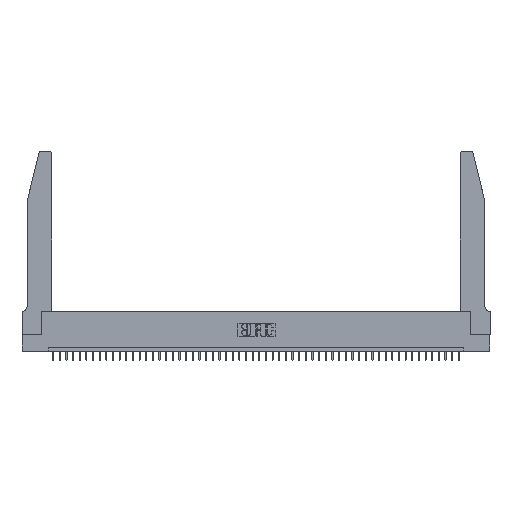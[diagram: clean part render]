
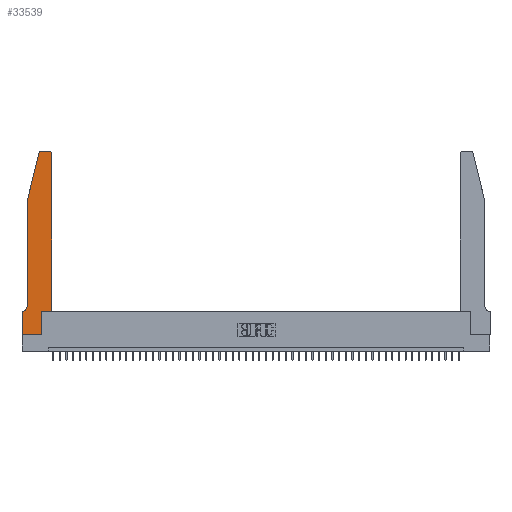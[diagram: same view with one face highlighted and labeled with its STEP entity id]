
A CAD part, top view. The second image highlights one B-rep face of the part: STEP entity #33539.
In plain terms, the highlighted planar face has unit normal (0, 0, 1).
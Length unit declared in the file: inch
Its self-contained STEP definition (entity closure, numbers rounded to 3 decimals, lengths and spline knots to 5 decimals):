
#345 = EDGE_CURVE ( 'NONE', #20457, #25025, #5815, .T. ) ;
#441 = AXIS2_PLACEMENT_3D ( 'NONE', #3918, #23170, #27337 ) ;
#590 = VECTOR ( 'NONE', #9601, 39.37008 ) ;
#895 = CARTESIAN_POINT ( 'NONE',  ( 0.2865, 0.35, 0.37 ) ) ;
#1271 = CARTESIAN_POINT ( 'NONE',  ( 0.2865, 0., 0.37 ) ) ;
#2312 = CARTESIAN_POINT ( 'NONE',  ( 0.2605, 2.75, 0.37 ) ) ;
#2352 = CARTESIAN_POINT ( 'NONE',  ( 0., 0.35, 0.37 ) ) ;
#2377 = ORIENTED_EDGE ( 'NONE', *, *, #43408, .T. ) ;
#2793 = VECTOR ( 'NONE', #29437, 39.37008 ) ;
#3918 = CARTESIAN_POINT ( 'NONE',  ( 0.284, 2.72, 0.37 ) ) ;
#4291 = EDGE_CURVE ( 'NONE', #19728, #18738, #45110, .T. ) ;
#4654 = LINE ( 'NONE', #26378, #24243 ) ;
#5637 = LINE ( 'NONE', #20929, #590 ) ;
#5815 = CIRCLE ( 'NONE', #21554, 0.03 ) ;
#6206 = FACE_OUTER_BOUND ( 'NONE', #23425, .T. ) ;
#6207 = CARTESIAN_POINT ( 'NONE',  ( 0.0755, 2., 0.37 ) ) ;
#6424 = VECTOR ( 'NONE', #43332, 39.37008 ) ;
#6446 = DIRECTION ( 'NONE',  ( 1., 0., 0. ) ) ;
#6520 = ORIENTED_EDGE ( 'NONE', *, *, #16905, .T. ) ;
#6575 = CARTESIAN_POINT ( 'NONE',  ( 0.25487, 2.72718, 0.37 ) ) ;
#6935 = DIRECTION ( 'NONE',  ( -0.239, -0.971, 0. ) ) ;
#9601 = DIRECTION ( 'NONE',  ( -1., 0., 0. ) ) ;
#9915 = LINE ( 'NONE', #6207, #17178 ) ;
#10235 = ORIENTED_EDGE ( 'NONE', *, *, #4291, .T. ) ;
#10861 = CARTESIAN_POINT ( 'NONE',  ( 0., 0., 0.37 ) ) ;
#11025 = EDGE_CURVE ( 'NONE', #21217, #15902, #33525, .T. ) ;
#11794 = CARTESIAN_POINT ( 'NONE',  ( 0.4505, 0.35, 0.37 ) ) ;
#12214 = CARTESIAN_POINT ( 'NONE',  ( 0.0755, 2., 0.37 ) ) ;
#12630 = CIRCLE ( 'NONE', #35431, 0.07 ) ;
#13686 = ORIENTED_EDGE ( 'NONE', *, *, #48794, .T. ) ;
#15238 = EDGE_CURVE ( 'NONE', #15902, #24083, #9915, .T. ) ;
#15880 = VERTEX_POINT ( 'NONE', #2352 ) ;
#15902 = VERTEX_POINT ( 'NONE', #6575 ) ;
#15988 = DIRECTION ( 'NONE',  ( 0., 1., 0. ) ) ;
#16009 = CARTESIAN_POINT ( 'NONE',  ( 0.0055, 0.35, 0.37 ) ) ;
#16475 = DIRECTION ( 'NONE',  ( 1., 0., 0. ) ) ;
#16905 = EDGE_CURVE ( 'NONE', #18157, #20457, #29247, .T. ) ;
#17178 = VECTOR ( 'NONE', #6935, 39.37008 ) ;
#17211 = ORIENTED_EDGE ( 'NONE', *, *, #21937, .T. ) ;
#17314 = DIRECTION ( 'NONE',  ( 0., 0., 1. ) ) ;
#18157 = VERTEX_POINT ( 'NONE', #26754 ) ;
#18219 = DIRECTION ( 'NONE',  ( 1., 0., 0. ) ) ;
#18540 = CARTESIAN_POINT ( 'NONE',  ( 0.4505, 2.72, 0.37 ) ) ;
#18738 = VERTEX_POINT ( 'NONE', #1271 ) ;
#18805 = ORIENTED_EDGE ( 'NONE', *, *, #345, .T. ) ;
#19384 = EDGE_CURVE ( 'NONE', #44550, #42884, #12630, .T. ) ;
#19728 = VERTEX_POINT ( 'NONE', #19864 ) ;
#19864 = CARTESIAN_POINT ( 'NONE',  ( 0., 0., 0.37 ) ) ;
#20457 = VERTEX_POINT ( 'NONE', #18540 ) ;
#20656 = CARTESIAN_POINT ( 'NONE',  ( 0.4205, 2.72, 0.37 ) ) ;
#20929 = CARTESIAN_POINT ( 'NONE',  ( 0.0755, 0.35, 0.37 ) ) ;
#21125 = CARTESIAN_POINT ( 'NONE',  ( 0.4205, 2.75, 0.37 ) ) ;
#21154 = DIRECTION ( 'NONE',  ( 0., 0., 1. ) ) ;
#21217 = VERTEX_POINT ( 'NONE', #32829 ) ;
#21554 = AXIS2_PLACEMENT_3D ( 'NONE', #20656, #21154, #16475 ) ;
#21937 = EDGE_CURVE ( 'NONE', #15880, #19728, #35939, .T. ) ;
#22222 = CARTESIAN_POINT ( 'NONE',  ( 0.0755, 0.42, 0.37 ) ) ;
#23170 = DIRECTION ( 'NONE',  ( 0., 0., 1. ) ) ;
#23425 = EDGE_LOOP ( 'NONE', ( #2377, #33366, #43024, #37489, #29396, #13686, #17211, #10235, #30987, #25682, #6520, #18805 ) ) ;
#24083 = VERTEX_POINT ( 'NONE', #12214 ) ;
#24243 = VECTOR ( 'NONE', #27340, 39.37008 ) ;
#24805 = VECTOR ( 'NONE', #18219, 39.37008 ) ;
#24943 = VECTOR ( 'NONE', #15988, 39.37008 ) ;
#25025 = VERTEX_POINT ( 'NONE', #21125 ) ;
#25564 = DIRECTION ( 'NONE',  ( 0., 0., -1. ) ) ;
#25682 = ORIENTED_EDGE ( 'NONE', *, *, #27558, .T. ) ;
#26378 = CARTESIAN_POINT ( 'NONE',  ( 0.0755, 2., 0.37 ) ) ;
#26754 = CARTESIAN_POINT ( 'NONE',  ( 0.4505, 0.35, 0.37 ) ) ;
#27337 = DIRECTION ( 'NONE',  ( 1., 0., 0. ) ) ;
#27340 = DIRECTION ( 'NONE',  ( 0., -1., 0. ) ) ;
#27558 = EDGE_CURVE ( 'NONE', #31983, #18157, #45576, .T. ) ;
#28342 = DIRECTION ( 'NONE',  ( -1., 0., 0. ) ) ;
#29059 = DIRECTION ( 'NONE',  ( 1., 0., 0. ) ) ;
#29247 = LINE ( 'NONE', #29962, #41690 ) ;
#29267 = CARTESIAN_POINT ( 'NONE',  ( 0.0055, 0.42, 0.37 ) ) ;
#29396 = ORIENTED_EDGE ( 'NONE', *, *, #19384, .T. ) ;
#29437 = DIRECTION ( 'NONE',  ( -1., 0., 0. ) ) ;
#29962 = CARTESIAN_POINT ( 'NONE',  ( 0.4505, 0.35, 0.37 ) ) ;
#30893 = CARTESIAN_POINT ( 'NONE',  ( 0., 0.35, 0.37 ) ) ;
#30987 = ORIENTED_EDGE ( 'NONE', *, *, #31700, .T. ) ;
#31700 = EDGE_CURVE ( 'NONE', #18738, #31983, #34925, .T. ) ;
#31983 = VERTEX_POINT ( 'NONE', #33666 ) ;
#32573 = EDGE_CURVE ( 'NONE', #24083, #44550, #4654, .T. ) ;
#32829 = CARTESIAN_POINT ( 'NONE',  ( 0.284, 2.75, 0.37 ) ) ;
#33366 = ORIENTED_EDGE ( 'NONE', *, *, #11025, .T. ) ;
#33525 = CIRCLE ( 'NONE', #441, 0.03 ) ;
#33539 = ADVANCED_FACE ( 'NONE', ( #6206 ), #35524, .T. ) ;
#33666 = CARTESIAN_POINT ( 'NONE',  ( 0.2865, 0.35, 0.37 ) ) ;
#34925 = LINE ( 'NONE', #895, #24943 ) ;
#35431 = AXIS2_PLACEMENT_3D ( 'NONE', #29267, #25564, #28342 ) ;
#35524 = PLANE ( 'NONE',  #45596 ) ;
#35939 = LINE ( 'NONE', #38907, #6424 ) ;
#37489 = ORIENTED_EDGE ( 'NONE', *, *, #32573, .T. ) ;
#38907 = CARTESIAN_POINT ( 'NONE',  ( 0., 0., 0.37 ) ) ;
#40603 = DIRECTION ( 'NONE',  ( 0., 1., 0. ) ) ;
#41690 = VECTOR ( 'NONE', #40603, 39.37008 ) ;
#42884 = VERTEX_POINT ( 'NONE', #16009 ) ;
#43024 = ORIENTED_EDGE ( 'NONE', *, *, #15238, .T. ) ;
#43332 = DIRECTION ( 'NONE',  ( 0., -1., 0. ) ) ;
#43408 = EDGE_CURVE ( 'NONE', #25025, #21217, #43515, .T. ) ;
#43515 = LINE ( 'NONE', #2312, #2793 ) ;
#44550 = VERTEX_POINT ( 'NONE', #22222 ) ;
#45110 = LINE ( 'NONE', #10861, #47372 ) ;
#45576 = LINE ( 'NONE', #11794, #24805 ) ;
#45596 = AXIS2_PLACEMENT_3D ( 'NONE', #30893, #17314, #6446 ) ;
#47372 = VECTOR ( 'NONE', #29059, 39.37008 ) ;
#48794 = EDGE_CURVE ( 'NONE', #42884, #15880, #5637, .T. ) ;
